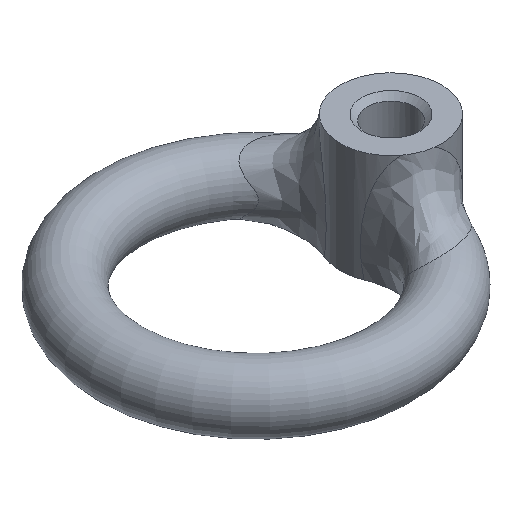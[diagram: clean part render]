
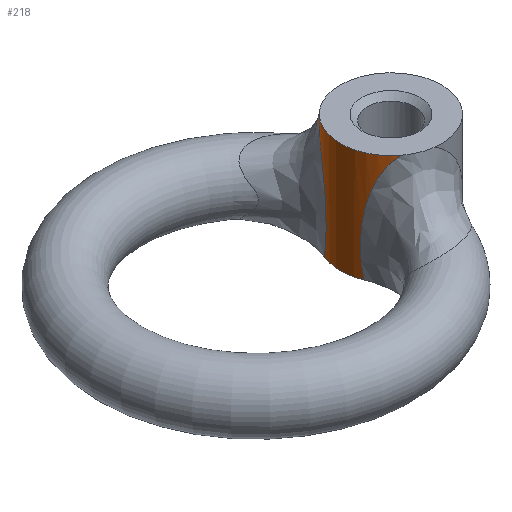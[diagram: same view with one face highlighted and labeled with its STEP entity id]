
A CAD part, isometric view. The second image highlights one B-rep face of the part: STEP entity #218.
In plain terms, the highlighted cylindrical face has radius 3.75 mm (diameter 7.5 mm), a partial arc.
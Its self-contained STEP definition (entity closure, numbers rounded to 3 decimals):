
#19=CYLINDRICAL_SURFACE('',#253,3.75);
#33=B_SPLINE_CURVE_WITH_KNOTS('',3,(#1003,#1004,#1005,#1006,#1007,#1008,
#1009,#1010,#1011),.UNSPECIFIED.,.F.,.F.,(4,1,1,1,1,1,4),(3.014,
3.265,3.544,3.661,3.731,3.917,
4.043),.UNSPECIFIED.);
#37=B_SPLINE_CURVE_WITH_KNOTS('',3,(#1079,#1080,#1081,#1082,#1083,#1084,
#1085,#1086,#1087,#1088),.UNSPECIFIED.,.F.,.F.,(4,1,1,1,1,1,1,4),(4.618,
4.627,4.697,4.767,4.837,5.116,
5.395,5.647),.UNSPECIFIED.);
#49=FACE_OUTER_BOUND('',#60,.T.);
#60=EDGE_LOOP('',(#183,#184,#185,#186));
#72=CIRCLE('',#242,3.75);
#81=CIRCLE('',#254,3.75);
#87=VERTEX_POINT('',#318);
#88=VERTEX_POINT('',#386);
#100=VERTEX_POINT('',#988);
#105=VERTEX_POINT('',#1077);
#112=EDGE_CURVE('',#87,#88,#72,.T.);
#127=EDGE_CURVE('',#100,#87,#33,.T.);
#136=EDGE_CURVE('',#105,#100,#81,.T.);
#137=EDGE_CURVE('',#88,#105,#37,.T.);
#183=ORIENTED_EDGE('',*,*,#127,.F.);
#184=ORIENTED_EDGE('',*,*,#136,.F.);
#185=ORIENTED_EDGE('',*,*,#137,.F.);
#186=ORIENTED_EDGE('',*,*,#112,.F.);
#218=ADVANCED_FACE('',(#49),#19,.T.);
#242=AXIS2_PLACEMENT_3D('',#387,#272,#273);
#253=AXIS2_PLACEMENT_3D('',#1076,#295,#296);
#254=AXIS2_PLACEMENT_3D('',#1078,#297,#298);
#272=DIRECTION('center_axis',(0.,0.,1.));
#273=DIRECTION('ref_axis',(1.,0.,0.));
#295=DIRECTION('center_axis',(0.,0.,-1.));
#296=DIRECTION('ref_axis',(-1.,0.,0.));
#297=DIRECTION('center_axis',(0.,0.,-1.));
#298=DIRECTION('ref_axis',(1.,0.,0.));
#318=CARTESIAN_POINT('',(7.774,3.018,6.));
#386=CARTESIAN_POINT('',(7.774,-3.018,6.));
#387=CARTESIAN_POINT('Origin',(10.,0.,6.));
#988=CARTESIAN_POINT('',(6.54,1.447,-2.15));
#1003=CARTESIAN_POINT('Ctrl Pts',(6.541,1.447,-2.151));
#1004=CARTESIAN_POINT('Ctrl Pts',(6.483,1.311,-1.37));
#1005=CARTESIAN_POINT('Ctrl Pts',(6.438,1.166,0.414));
#1006=CARTESIAN_POINT('Ctrl Pts',(6.54,1.474,2.532));
#1007=CARTESIAN_POINT('Ctrl Pts',(6.734,1.851,3.815));
#1008=CARTESIAN_POINT('Ctrl Pts',(6.948,2.195,4.735));
#1009=CARTESIAN_POINT('Ctrl Pts',(7.26,2.591,5.499));
#1010=CARTESIAN_POINT('Ctrl Pts',(7.617,2.902,5.885));
#1011=CARTESIAN_POINT('Ctrl Pts',(7.774,3.018,6.));
#1076=CARTESIAN_POINT('Origin',(10.,0.,6.));
#1077=CARTESIAN_POINT('',(6.54,-1.447,-2.15));
#1078=CARTESIAN_POINT('Origin',(10.,0.,-2.15));
#1079=CARTESIAN_POINT('Ctrl Pts',(7.774,-3.018,6.));
#1080=CARTESIAN_POINT('Ctrl Pts',(7.762,-3.009,5.991));
#1081=CARTESIAN_POINT('Ctrl Pts',(7.664,-2.936,5.917));
#1082=CARTESIAN_POINT('Ctrl Pts',(7.489,-2.791,5.747));
#1083=CARTESIAN_POINT('Ctrl Pts',(7.273,-2.579,5.436));
#1084=CARTESIAN_POINT('Ctrl Pts',(6.898,-2.15,4.672));
#1085=CARTESIAN_POINT('Ctrl Pts',(6.565,-1.552,3.066));
#1086=CARTESIAN_POINT('Ctrl Pts',(6.439,-1.166,0.418));
#1087=CARTESIAN_POINT('Ctrl Pts',(6.483,-1.311,-1.369));
#1088=CARTESIAN_POINT('Ctrl Pts',(6.541,-1.447,-2.151));
